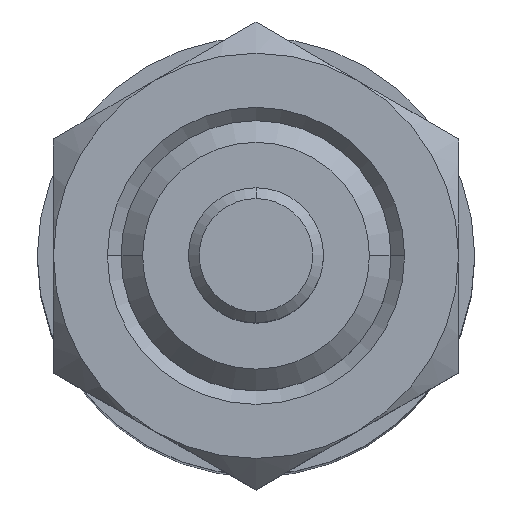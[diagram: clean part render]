
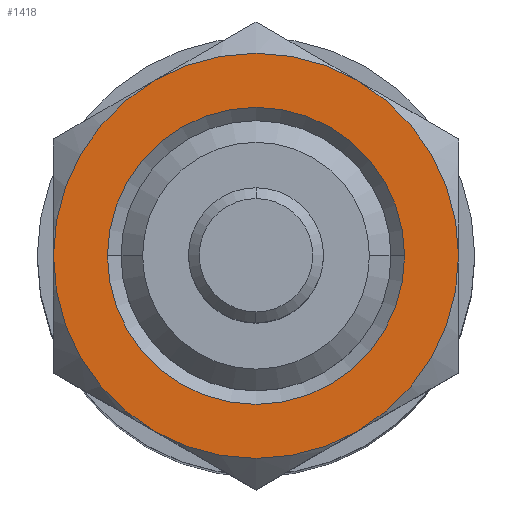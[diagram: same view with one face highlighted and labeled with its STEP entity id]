
A CAD part, top view. The second image highlights one B-rep face of the part: STEP entity #1418.
In plain terms, the highlighted planar face has unit normal (0, 0, 1).
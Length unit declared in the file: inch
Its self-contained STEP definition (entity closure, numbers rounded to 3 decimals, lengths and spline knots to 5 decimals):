
#32 = VERTEX_POINT ( 'NONE', #1536 ) ;
#53 = DIRECTION ( 'NONE',  ( 1., 0., 0. ) ) ;
#61 = FACE_OUTER_BOUND ( 'NONE', #78, .T. ) ;
#78 = EDGE_LOOP ( 'NONE', ( #980, #1747, #2542, #149, #128, #171 ) ) ;
#95 = EDGE_CURVE ( 'NONE', #605, #2264, #2496, .T. ) ;
#128 = ORIENTED_EDGE ( 'NONE', *, *, #1251, .T. ) ;
#149 = ORIENTED_EDGE ( 'NONE', *, *, #2477, .T. ) ;
#171 = ORIENTED_EDGE ( 'NONE', *, *, #356, .T. ) ;
#245 = CIRCLE ( 'NONE', #1156, 0.375 ) ;
#278 = DIRECTION ( 'NONE',  ( 0., 0., 1. ) ) ;
#308 = CARTESIAN_POINT ( 'NONE',  ( 0., 0., 0.155 ) ) ;
#345 = VERTEX_POINT ( 'NONE', #1571 ) ;
#356 = EDGE_CURVE ( 'NONE', #345, #32, #2443, .T. ) ;
#358 = AXIS2_PLACEMENT_3D ( 'NONE', #1607, #421, #1813 ) ;
#397 = CIRCLE ( 'NONE', #1853, 0.375 ) ;
#421 = DIRECTION ( 'NONE',  ( 0., 0., 1. ) ) ;
#471 = DIRECTION ( 'NONE',  ( 0., 0., 1. ) ) ;
#505 = DIRECTION ( 'NONE',  ( 1., 0., 0. ) ) ;
#528 = CARTESIAN_POINT ( 'NONE',  ( -0.375, 0.21651, 0.155 ) ) ;
#605 = VERTEX_POINT ( 'NONE', #1477 ) ;
#652 = CIRCLE ( 'NONE', #1556, 0.275 ) ;
#836 = CARTESIAN_POINT ( 'NONE',  ( 0., 0., 0.155 ) ) ;
#935 = PLANE ( 'NONE',  #2481 ) ;
#980 = ORIENTED_EDGE ( 'NONE', *, *, #1325, .T. ) ;
#1032 = DIRECTION ( 'NONE',  ( 1., 0., 0. ) ) ;
#1035 = VERTEX_POINT ( 'NONE', #1139 ) ;
#1045 = DIRECTION ( 'NONE',  ( 0., 0., 1. ) ) ;
#1122 = DIRECTION ( 'NONE',  ( 1., 0., 0. ) ) ;
#1139 = CARTESIAN_POINT ( 'NONE',  ( -0.375, 0., 0.155 ) ) ;
#1156 = AXIS2_PLACEMENT_3D ( 'NONE', #836, #2204, #1032 ) ;
#1159 = CARTESIAN_POINT ( 'NONE',  ( 0., 0., 0.155 ) ) ;
#1165 = CIRCLE ( 'NONE', #1440, 0.375 ) ;
#1244 = DIRECTION ( 'NONE',  ( 0., 0., 1. ) ) ;
#1251 = EDGE_CURVE ( 'NONE', #1035, #345, #1355, .T. ) ;
#1292 = EDGE_CURVE ( 'NONE', #1296, #1511, #245, .T. ) ;
#1296 = VERTEX_POINT ( 'NONE', #1423 ) ;
#1306 = CARTESIAN_POINT ( 'NONE',  ( -0.275, 0., 0.155 ) ) ;
#1325 = EDGE_CURVE ( 'NONE', #32, #2366, #1165, .T. ) ;
#1339 = EDGE_CURVE ( 'NONE', #2264, #605, #652, .T. ) ;
#1355 = CIRCLE ( 'NONE', #358, 0.375 ) ;
#1363 = DIRECTION ( 'NONE',  ( 1., 0., 0. ) ) ;
#1418 = ADVANCED_FACE ( 'NONE', ( #1517, #61 ), #935, .T. ) ;
#1423 = CARTESIAN_POINT ( 'NONE',  ( 0.1875, 0.32476, 0.155 ) ) ;
#1440 = AXIS2_PLACEMENT_3D ( 'NONE', #2420, #1244, #53 ) ;
#1468 = CARTESIAN_POINT ( 'NONE',  ( 0., 0., 0.155 ) ) ;
#1477 = CARTESIAN_POINT ( 'NONE',  ( 0.275, 0., 0.155 ) ) ;
#1511 = VERTEX_POINT ( 'NONE', #2135 ) ;
#1517 = FACE_BOUND ( 'NONE', #1679, .T. ) ;
#1536 = CARTESIAN_POINT ( 'NONE',  ( 0.1875, -0.32476, 0.155 ) ) ;
#1556 = AXIS2_PLACEMENT_3D ( 'NONE', #308, #1689, #505 ) ;
#1571 = CARTESIAN_POINT ( 'NONE',  ( -0.1875, -0.32476, 0.155 ) ) ;
#1575 = AXIS2_PLACEMENT_3D ( 'NONE', #2225, #1045, #2426 ) ;
#1607 = CARTESIAN_POINT ( 'NONE',  ( 0., 0., 0.155 ) ) ;
#1653 = CARTESIAN_POINT ( 'NONE',  ( 0., 0., 0.155 ) ) ;
#1662 = DIRECTION ( 'NONE',  ( 1., 0., 0. ) ) ;
#1679 = EDGE_LOOP ( 'NONE', ( #1723, #2237 ) ) ;
#1689 = DIRECTION ( 'NONE',  ( 0., 0., -1. ) ) ;
#1723 = ORIENTED_EDGE ( 'NONE', *, *, #95, .T. ) ;
#1747 = ORIENTED_EDGE ( 'NONE', *, *, #2516, .T. ) ;
#1778 = CARTESIAN_POINT ( 'NONE',  ( 0.375, 0., 0.155 ) ) ;
#1813 = DIRECTION ( 'NONE',  ( 1., 0., 0. ) ) ;
#1853 = AXIS2_PLACEMENT_3D ( 'NONE', #1653, #471, #1858 ) ;
#1858 = DIRECTION ( 'NONE',  ( 1., 0., 0. ) ) ;
#2106 = AXIS2_PLACEMENT_3D ( 'NONE', #1468, #278, #1662 ) ;
#2135 = CARTESIAN_POINT ( 'NONE',  ( -0.1875, 0.32476, 0.155 ) ) ;
#2193 = AXIS2_PLACEMENT_3D ( 'NONE', #1159, #2530, #1363 ) ;
#2204 = DIRECTION ( 'NONE',  ( 0., 0., 1. ) ) ;
#2225 = CARTESIAN_POINT ( 'NONE',  ( 0., 0., 0.155 ) ) ;
#2237 = ORIENTED_EDGE ( 'NONE', *, *, #1339, .T. ) ;
#2264 = VERTEX_POINT ( 'NONE', #1306 ) ;
#2300 = DIRECTION ( 'NONE',  ( 0., 0., 1. ) ) ;
#2366 = VERTEX_POINT ( 'NONE', #1778 ) ;
#2420 = CARTESIAN_POINT ( 'NONE',  ( 0., 0., 0.155 ) ) ;
#2426 = DIRECTION ( 'NONE',  ( 1., 0., 0. ) ) ;
#2443 = CIRCLE ( 'NONE', #2106, 0.375 ) ;
#2477 = EDGE_CURVE ( 'NONE', #1511, #1035, #2495, .T. ) ;
#2481 = AXIS2_PLACEMENT_3D ( 'NONE', #528, #2300, #1122 ) ;
#2495 = CIRCLE ( 'NONE', #1575, 0.375 ) ;
#2496 = CIRCLE ( 'NONE', #2193, 0.275 ) ;
#2516 = EDGE_CURVE ( 'NONE', #2366, #1296, #397, .T. ) ;
#2530 = DIRECTION ( 'NONE',  ( 0., 0., -1. ) ) ;
#2542 = ORIENTED_EDGE ( 'NONE', *, *, #1292, .T. ) ;
